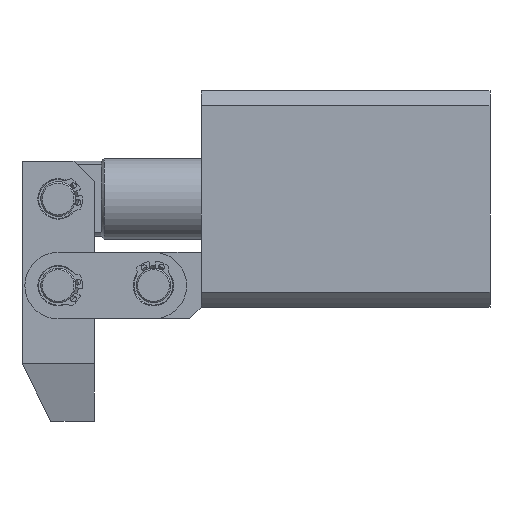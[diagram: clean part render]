
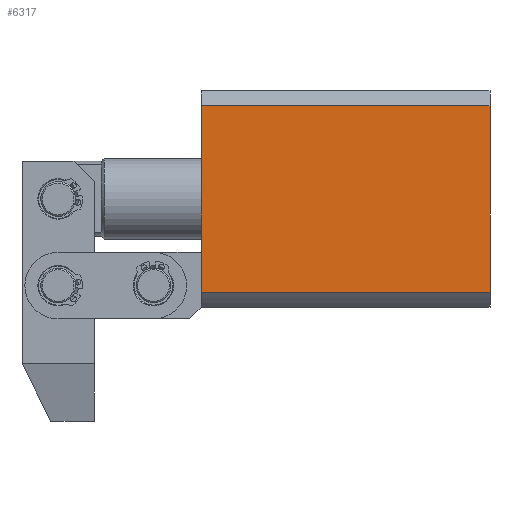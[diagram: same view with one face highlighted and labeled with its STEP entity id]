
A CAD part, left-side view. The second image highlights one B-rep face of the part: STEP entity #6317.
In plain terms, the highlighted planar face has unit normal (-1, 0, 0).
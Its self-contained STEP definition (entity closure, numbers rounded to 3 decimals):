
#1840 = VERTEX_POINT ( 'NONE', #25280 ) ;
#2150 = LINE ( 'NONE', #6572, #14597 ) ;
#3657 = FACE_OUTER_BOUND ( 'NONE', #27183, .T. ) ;
#4161 = VERTEX_POINT ( 'NONE', #23789 ) ;
#4627 = DIRECTION ( 'NONE',  ( 0., 0., 1. ) ) ;
#4800 = LINE ( 'NONE', #11021, #17308 ) ;
#5593 = VERTEX_POINT ( 'NONE', #11978 ) ;
#5819 = VERTEX_POINT ( 'NONE', #10458 ) ;
#6317 = ADVANCED_FACE ( 'NONE', ( #3657 ), #12749, .T. ) ;
#6572 = CARTESIAN_POINT ( 'NONE',  ( -55.335, 105.07, -32.503 ) ) ;
#7387 = CARTESIAN_POINT ( 'NONE',  ( -55.335, 5.07, 32.107 ) ) ;
#8172 = ORIENTED_EDGE ( 'NONE', *, *, #22087, .T. ) ;
#8770 = VECTOR ( 'NONE', #12123, 1000. ) ;
#10458 = CARTESIAN_POINT ( 'NONE',  ( -55.335, 105.07, -32.503 ) ) ;
#11021 = CARTESIAN_POINT ( 'NONE',  ( -55.335, 5.07, -32.503 ) ) ;
#11978 = CARTESIAN_POINT ( 'NONE',  ( -55.335, 5.07, 32.107 ) ) ;
#12123 = DIRECTION ( 'NONE',  ( 0., 1., 0. ) ) ;
#12307 = LINE ( 'NONE', #18660, #30161 ) ;
#12749 = PLANE ( 'NONE',  #28606 ) ;
#12851 = DIRECTION ( 'NONE',  ( -1., 0., 0. ) ) ;
#14597 = VECTOR ( 'NONE', #29792, 1000. ) ;
#15634 = ORIENTED_EDGE ( 'NONE', *, *, #25828, .T. ) ;
#15641 = ORIENTED_EDGE ( 'NONE', *, *, #27601, .T. ) ;
#17308 = VECTOR ( 'NONE', #27334, 1000. ) ;
#18660 = CARTESIAN_POINT ( 'NONE',  ( -55.335, 5.07, -32.503 ) ) ;
#19059 = EDGE_CURVE ( 'NONE', #4161, #5593, #12307, .T. ) ;
#20207 = ORIENTED_EDGE ( 'NONE', *, *, #19059, .T. ) ;
#21216 = LINE ( 'NONE', #7387, #8770 ) ;
#22087 = EDGE_CURVE ( 'NONE', #5593, #1840, #21216, .T. ) ;
#23789 = CARTESIAN_POINT ( 'NONE',  ( -55.335, 5.07, -32.503 ) ) ;
#25280 = CARTESIAN_POINT ( 'NONE',  ( -55.335, 105.07, 32.107 ) ) ;
#25828 = EDGE_CURVE ( 'NONE', #1840, #5819, #2150, .T. ) ;
#26798 = CARTESIAN_POINT ( 'NONE',  ( -55.335, 5.07, -32.503 ) ) ;
#27183 = EDGE_LOOP ( 'NONE', ( #15641, #20207, #8172, #15634 ) ) ;
#27334 = DIRECTION ( 'NONE',  ( 0., -1., 0. ) ) ;
#27601 = EDGE_CURVE ( 'NONE', #5819, #4161, #4800, .T. ) ;
#28606 = AXIS2_PLACEMENT_3D ( 'NONE', #26798, #12851, #29177 ) ;
#29177 = DIRECTION ( 'NONE',  ( 0., 0., 1. ) ) ;
#29792 = DIRECTION ( 'NONE',  ( 0., 0., -1. ) ) ;
#30161 = VECTOR ( 'NONE', #4627, 1000. ) ;
